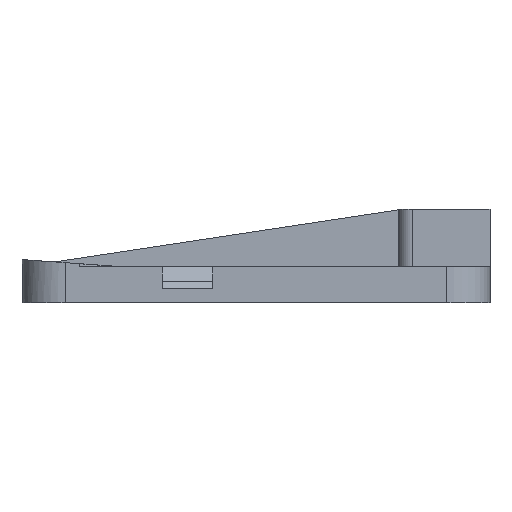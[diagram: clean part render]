
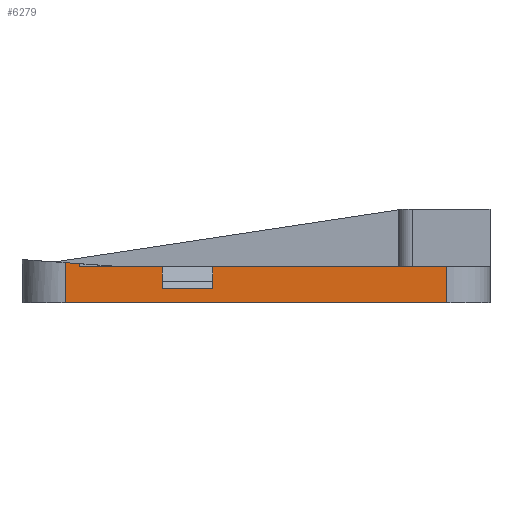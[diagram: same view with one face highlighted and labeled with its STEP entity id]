
A CAD part, front view. The second image highlights one B-rep face of the part: STEP entity #6279.
In plain terms, the highlighted planar face has unit normal (0, -1, 0).
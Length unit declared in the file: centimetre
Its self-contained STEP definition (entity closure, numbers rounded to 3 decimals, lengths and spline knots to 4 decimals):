
#940=LINE($,#10096,#1606);
#942=LINE($,#10100,#1608);
#944=LINE($,#10104,#1610);
#946=LINE($,#10110,#1612);
#949=LINE($,#10122,#1615);
#950=LINE($,#10126,#1616);
#955=LINE($,#10140,#1621);
#981=LINE($,#10243,#1647);
#982=LINE($,#10247,#1648);
#983=LINE($,#10248,#1649);
#1606=VECTOR($,#8229,0.3);
#1608=VECTOR($,#8233,0.7);
#1610=VECTOR($,#8237,0.3);
#1612=VECTOR($,#8243,0.2005);
#1615=VECTOR($,#8254,0.0429);
#1616=VECTOR($,#8259,3.245);
#1621=VECTOR($,#8272,1.145);
#1647=VECTOR($,#8380,0.5571);
#1648=VECTOR($,#8385,5.29);
#1649=VECTOR($,#8386,0.5);
#1938=PLANE($,#6800);
#2249=FACE_OUTER_BOUND($,#2665,.T.);
#2665=EDGE_LOOP($,(#5710,#5711,#5712,#5713,#5714,#5715,#5716,#5717,#5718,
#5719));
#3244=VERTEX_POINT($,#10093);
#3245=VERTEX_POINT($,#10095);
#3246=VERTEX_POINT($,#10099);
#3247=VERTEX_POINT($,#10103);
#3248=VERTEX_POINT($,#10107);
#3249=VERTEX_POINT($,#10109);
#3254=VERTEX_POINT($,#10121);
#3255=VERTEX_POINT($,#10125);
#3296=VERTEX_POINT($,#10242);
#3297=VERTEX_POINT($,#10246);
#4057=EDGE_CURVE($,#3244,#3245,#940,.T.);
#4059=EDGE_CURVE($,#3245,#3246,#942,.T.);
#4061=EDGE_CURVE($,#3246,#3247,#944,.F.);
#4064=EDGE_CURVE($,#3248,#3249,#946,.T.);
#4070=EDGE_CURVE($,#3254,#3249,#949,.T.);
#4072=EDGE_CURVE($,#3255,#3247,#950,.T.);
#4081=EDGE_CURVE($,#3244,#3254,#955,.T.);
#4129=EDGE_CURVE($,#3296,#3248,#981,.T.);
#4131=EDGE_CURVE($,#3296,#3297,#982,.T.);
#4132=EDGE_CURVE($,#3255,#3297,#983,.T.);
#5710=ORIENTED_EDGE($,*,*,#4070,.T.);
#5711=ORIENTED_EDGE($,*,*,#4064,.F.);
#5712=ORIENTED_EDGE($,*,*,#4129,.F.);
#5713=ORIENTED_EDGE($,*,*,#4131,.T.);
#5714=ORIENTED_EDGE($,*,*,#4132,.F.);
#5715=ORIENTED_EDGE($,*,*,#4072,.T.);
#5716=ORIENTED_EDGE($,*,*,#4061,.F.);
#5717=ORIENTED_EDGE($,*,*,#4059,.F.);
#5718=ORIENTED_EDGE($,*,*,#4057,.F.);
#5719=ORIENTED_EDGE($,*,*,#4081,.T.);
#6279=ADVANCED_FACE($,(#2249),#1938,.F.);
#6800=AXIS2_PLACEMENT_3D($,#10245,#8383,#8384);
#8229=DIRECTION($,(0.,0.,-1.));
#8233=DIRECTION($,(1.,0.,0.));
#8237=DIRECTION($,(0.,0.,-1.));
#8243=DIRECTION($,(0.997,0.,-0.071));
#8254=DIRECTION($,(0.,0.,1.));
#8259=DIRECTION($,(-1.,0.,0.));
#8272=DIRECTION($,(-1.,0.,0.));
#8380=DIRECTION($,(0.,0.,1.));
#8383=DIRECTION('center_axis',(0.,1.,0.));
#8384=DIRECTION('ref_axis',(1.,0.,0.));
#8385=DIRECTION($,(1.,0.,0.));
#8386=DIRECTION($,(0.,0.,-1.));
#10093=CARTESIAN_POINT('',(-3.945,-9.4,0.));
#10095=CARTESIAN_POINT('',(-3.945,-9.4,-0.3));
#10096=CARTESIAN_POINT($,(-3.945,-9.4,-0.05));
#10099=CARTESIAN_POINT('',(-3.245,-9.4,-0.3));
#10100=CARTESIAN_POINT($,(-3.6175,-9.4,-0.3));
#10103=CARTESIAN_POINT('',(-3.245,-9.4,0.));
#10104=CARTESIAN_POINT($,(-3.245,-9.4,-0.05));
#10107=CARTESIAN_POINT('',(-5.29,-9.4,0.0571));
#10109=CARTESIAN_POINT('',(-5.09,-9.4,0.0429));
#10110=CARTESIAN_POINT($,(-5.588,-9.4,0.0784));
#10121=CARTESIAN_POINT('',(-5.09,-9.4,0.));
#10122=CARTESIAN_POINT($,(-5.09,-9.4,0.));
#10125=CARTESIAN_POINT('',(0.,-9.4,0.));
#10126=CARTESIAN_POINT($,(0.,-9.4,0.));
#10140=CARTESIAN_POINT($,(0.,-9.4,0.));
#10242=CARTESIAN_POINT('',(-5.29,-9.4,-0.5));
#10243=CARTESIAN_POINT($,(-5.29,-9.4,0.));
#10245=CARTESIAN_POINT('Origin',(-5.29,-9.4,0.));
#10246=CARTESIAN_POINT('',(0.,-9.4,-0.5));
#10247=CARTESIAN_POINT($,(0.,-9.4,-0.5));
#10248=CARTESIAN_POINT($,(0.,-9.4,0.));
